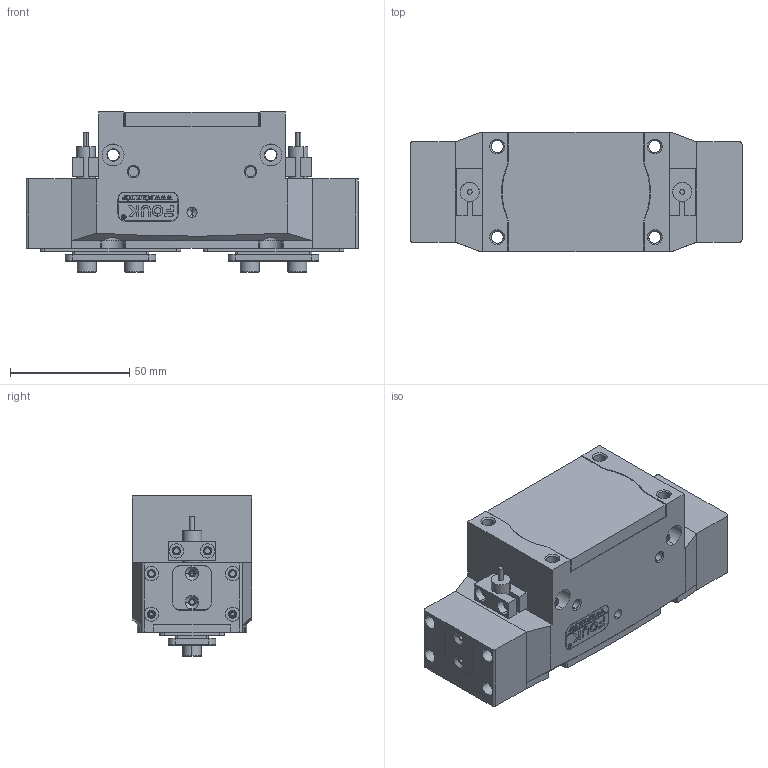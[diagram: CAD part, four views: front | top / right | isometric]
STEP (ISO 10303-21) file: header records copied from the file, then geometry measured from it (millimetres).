
FILE_DESCRIPTION (( 'STEP AP203' ), '1' );
FILE_NAME ('TR46-101-P.STEP', '2024-11-19T02:13:29', ( 'USER-' ), ( 'Microsoft' ), 'SwSTEP 2.0', 'SolidWorks 2018', '' );
FILE_SCHEMA (( 'CONFIG_CONTROL_DESIGN' ));
Length unit declared in the file: millimetre
Products named in the file (24): TR46-101-P杅耀.sldasm-Part-3; TR46-101-P杅耀.sldasm-Part-4; 埴翐芛_GB_FASTENER_SCREWS_HSHCS M2X8-N; TR46-101-P杅耀.sldasm-Part-2; TR46-101-P杅耀.sldasm-Part-7; TR46-101-P杅耀.sldasm-Part-5; TR46-101-P杅耀.sldasm-Part-9; TR46-101-P杅耀.sldasm-Part-17; TR46-101-P杅耀.sldasm-Part-8; TR46-101-P杅耀.sldasm-Part-22; TR46-101-P杅耀.sldasm-Part-28; TR46-101-P杅耀.sldasm-Part-11; 揤輸蚾饜极; TR46-101-P杅耀.sldasm-Part-14; TR46-101-P; TR46-101-NC杅耀.sldasm-Part-18; TR46-101-P杅耀.sldasm-Part-6; 25x12-R3; TR46-101-P杅耀.sldasm-Part-20; 揤輸杅耀.sldasm-Part-9; TR46-101菁裔啣; TR46-101-P杅耀.sldasm-Part-15; TR46-101-P杅耀.sldasm-Part-18; TR46-101-P杅耀.sldasm-Part-13
Assembly tree (27 placements, depth 3):
  TR46-101-P
    TR46-101-P杅耀.sldasm-Part-2
    TR46-101-P杅耀.sldasm-Part-3
    TR46-101-P杅耀.sldasm-Part-4
    TR46-101-P杅耀.sldasm-Part-5
    TR46-101-P杅耀.sldasm-Part-6
    TR46-101-P杅耀.sldasm-Part-7
    TR46-101-P杅耀.sldasm-Part-8
    TR46-101-P杅耀.sldasm-Part-9
    TR46-101-P杅耀.sldasm-Part-11  x2
    TR46-101-P杅耀.sldasm-Part-13
    TR46-101-P杅耀.sldasm-Part-14
    TR46-101-P杅耀.sldasm-Part-15
    TR46-101-P杅耀.sldasm-Part-17
    TR46-101-P杅耀.sldasm-Part-18
    TR46-101-P杅耀.sldasm-Part-20
    TR46-101-P杅耀.sldasm-Part-22
    TR46-101-P杅耀.sldasm-Part-28  x2
    TR46-101-NC杅耀.sldasm-Part-18
    25x12-R3
    揤輸蚾饜极  x2
      揤輸杅耀.sldasm-Part-9
      埴翐芛_GB_FASTENER_SCREWS_HSHCS M2X8-N
    TR46-101菁裔啣
Bounding box: 139 x 50 x 67 mm (x, y, z)
Volume: 274867.9 mm3; surface area: 99410.3 mm2
Topology: 28 solids, 28 shells, 1581 faces, 4079 edges, 2613 vertices
Faces by surface type: plane 723, cylinder 481, cone 214, bspline 155, torus 8
Entity records: 49172 total; most frequent: CARTESIAN_POINT 14198, ORIENTED_EDGE 6868, DIRECTION 6414, EDGE_CURVE 3434, VERTEX_POINT 2213, AXIS2_PLACEMENT_3D 2169, LINE 2076, VECTOR 2076
